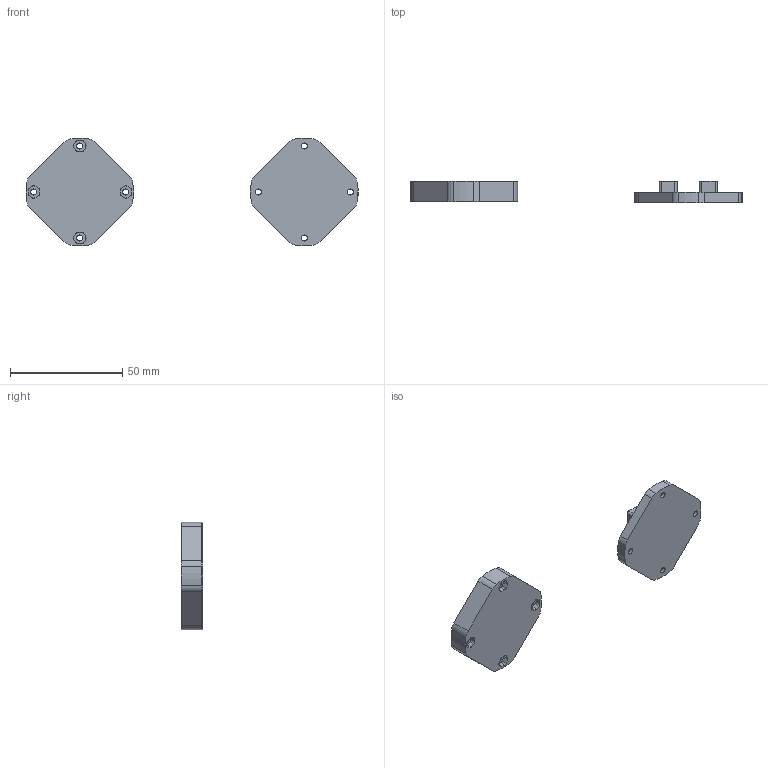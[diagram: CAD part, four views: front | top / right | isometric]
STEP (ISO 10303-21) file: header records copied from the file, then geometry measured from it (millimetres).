
FILE_DESCRIPTION((''),'2;1');
FILE_NAME('AIRTAG','2021-05-10T',('YM'),(''),'PRO/ENGINEER BY PARAMETRIC TECHNOLOGY CORPORATION, 2013320','PRO/ENGINEER BY PARAMETRIC TECHNOLOGY CORPORATION, 2013320','');
FILE_SCHEMA(('CONFIG_CONTROL_DESIGN'));
Length unit declared in the file: millimetre
Products named in the file (1): AIRTAG
Bounding box: 147.91 x 9.5 x 47.91 mm (x, y, z)
Volume: 14982.8 mm3; surface area: 10359.8 mm2
Topology: 2 solids, 2 shells, 161 faces, 426 edges, 284 vertices
Faces by surface type: cylinder 94, plane 67
Entity records: 5136 total; most frequent: DIRECTION 936, CARTESIAN_POINT 871, ORIENTED_EDGE 852, EDGE_CURVE 426, AXIS2_PLACEMENT_3D 349, VERTEX_POINT 284, VECTOR 238, LINE 238
